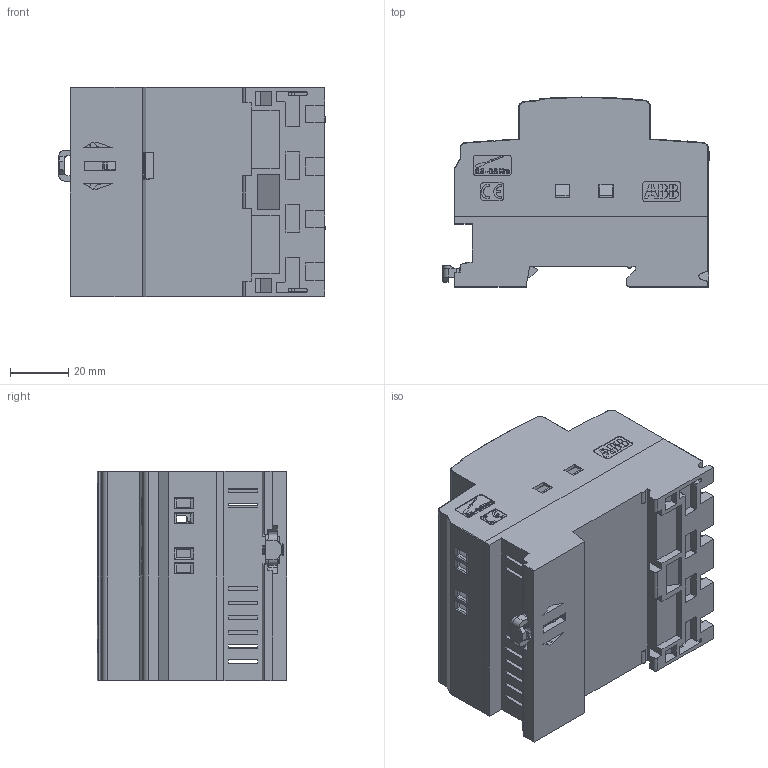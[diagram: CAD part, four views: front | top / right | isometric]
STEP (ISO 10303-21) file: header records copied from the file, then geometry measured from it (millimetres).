
FILE_DESCRIPTION (( 'STEP AP203' ), '1' );
FILE_NAME ('8880000.STEP', '2015-06-23T13:34:53', ( '' ), ( '' ), 'SwSTEP 2.0', 'SolidWorks 2015', '' );
FILE_SCHEMA (( 'CONFIG_CONTROL_DESIGN' ));
Length unit declared in the file: millimetre
Products named in the file (1): 8880000
Bounding box: 91.1 x 64.9 x 71.8 mm (x, y, z)
Surface area: 41248.4 mm2 (no closed solid volume)
Topology: 0 solids, 18 shells, 868 faces, 3063 edges, 2137 vertices
Faces by surface type: plane 617, cylinder 144, bspline 78, cone 23, torus 4, sphere 2
Entity records: 42163 total; most frequent: CARTESIAN_POINT 17103, ORIENTED_EDGE 4997, DIRECTION 4606, EDGE_CURVE 3061, VECTOR 2422, LINE 2422, VERTEX_POINT 2137, AXIS2_PLACEMENT_3D 1092
